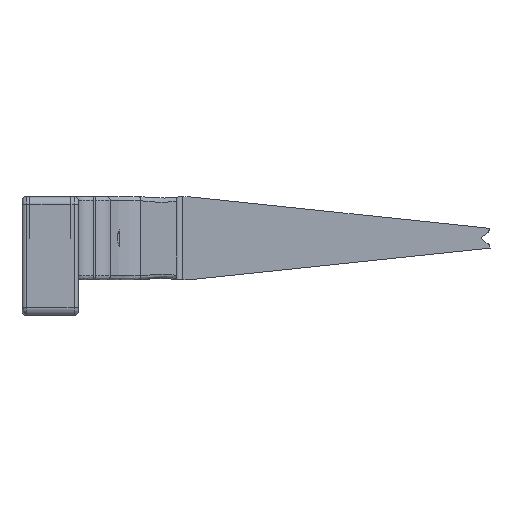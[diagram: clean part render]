
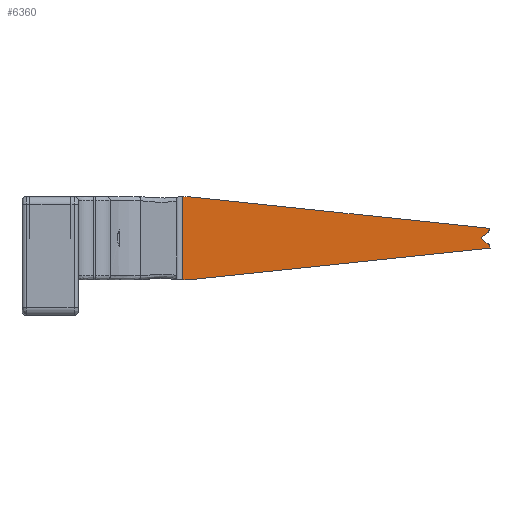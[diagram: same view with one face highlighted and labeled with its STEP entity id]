
A CAD part, left-side view. The second image highlights one B-rep face of the part: STEP entity #6360.
In plain terms, the highlighted planar face has unit normal (-1, 0, 0).
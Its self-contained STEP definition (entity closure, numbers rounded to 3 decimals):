
#46 = DIRECTION ( 'NONE',  ( 0., -1., 0. ) ) ;
#50 = CARTESIAN_POINT ( 'NONE',  ( -6.162, -21.258, 1.902 ) ) ;
#221 = AXIS2_PLACEMENT_3D ( 'NONE', #12624, #6326, #46 ) ;
#229 = DIRECTION ( 'NONE',  ( 0., 1., 0. ) ) ;
#268 = DIRECTION ( 'NONE',  ( 0., 0., -1. ) ) ;
#271 = DIRECTION ( 'NONE',  ( 1., 0., 0. ) ) ;
#323 = CARTESIAN_POINT ( 'NONE',  ( -6.162, -20.847, 1.988 ) ) ;
#513 = EDGE_CURVE ( 'NONE', #3520, #12268, #7476, .T. ) ;
#650 = VERTEX_POINT ( 'NONE', #10538 ) ;
#652 = EDGE_CURVE ( 'NONE', #7218, #1170, #6347, .T. ) ;
#657 = CARTESIAN_POINT ( 'NONE',  ( -6.162, -21.193, 3.679 ) ) ;
#723 = LINE ( 'NONE', #6274, #4203 ) ;
#786 = CARTESIAN_POINT ( 'NONE',  ( -6.162, -21.206, 3.807 ) ) ;
#824 = ORIENTED_EDGE ( 'NONE', *, *, #513, .T. ) ;
#859 = LINE ( 'NONE', #8914, #5642 ) ;
#936 = DIRECTION ( 'NONE',  ( -1., 0., 0. ) ) ;
#973 = EDGE_CURVE ( 'NONE', #6842, #10949, #3609, .T. ) ;
#1170 = VERTEX_POINT ( 'NONE', #10823 ) ;
#1297 = ORIENTED_EDGE ( 'NONE', *, *, #652, .F. ) ;
#1363 = EDGE_CURVE ( 'NONE', #1170, #650, #723, .T. ) ;
#1403 = CARTESIAN_POINT ( 'NONE',  ( -6.162, -20.795, 3.721 ) ) ;
#1487 = CARTESIAN_POINT ( 'NONE',  ( -6.162, 7.761, 8.852 ) ) ;
#1940 = EDGE_CURVE ( 'NONE', #13527, #8641, #10193, .T. ) ;
#2011 = EDGE_CURVE ( 'NONE', #10763, #8890, #859, .T. ) ;
#2401 = ORIENTED_EDGE ( 'NONE', *, *, #1940, .F. ) ;
#2442 = AXIS2_PLACEMENT_3D ( 'NONE', #1403, #8755, #2447 ) ;
#2447 = DIRECTION ( 'NONE',  ( 0., -1., 0. ) ) ;
#2526 = DIRECTION ( 'NONE',  ( 0., 1., 0. ) ) ;
#2691 = DIRECTION ( 'NONE',  ( 0., -0.791, -0.611 ) ) ;
#2772 = EDGE_CURVE ( 'NONE', #10949, #8890, #10665, .T. ) ;
#3188 = CIRCLE ( 'NONE', #9493, 10. ) ;
#3219 = ORIENTED_EDGE ( 'NONE', *, *, #6961, .T. ) ;
#3403 = CARTESIAN_POINT ( 'NONE',  ( -6.162, -21.092, 2.305 ) ) ;
#3520 = VERTEX_POINT ( 'NONE', #13367 ) ;
#3557 = DIRECTION ( 'NONE',  ( 0., -0.995, -0.105 ) ) ;
#3609 = CIRCLE ( 'NONE', #9863, 0.4 ) ;
#3804 = VERTEX_POINT ( 'NONE', #13427 ) ;
#4203 = VECTOR ( 'NONE', #6213, 1000. ) ;
#4317 = EDGE_CURVE ( 'NONE', #3804, #13527, #4875, .T. ) ;
#4450 = DIRECTION ( 'NONE',  ( 0., -0.105, -0.995 ) ) ;
#4875 = LINE ( 'NONE', #9845, #13124 ) ;
#4949 = CARTESIAN_POINT ( 'NONE',  ( -6.162, -21.245, 2.03 ) ) ;
#5003 = EDGE_CURVE ( 'NONE', #650, #6842, #12356, .T. ) ;
#5160 = ORIENTED_EDGE ( 'NONE', *, *, #2772, .F. ) ;
#5412 = ORIENTED_EDGE ( 'NONE', *, *, #1363, .F. ) ;
#5642 = VECTOR ( 'NONE', #8960, 1000. ) ;
#5846 = ORIENTED_EDGE ( 'NONE', *, *, #4317, .F. ) ;
#6141 = ORIENTED_EDGE ( 'NONE', *, *, #2011, .T. ) ;
#6213 = DIRECTION ( 'NONE',  ( 0., -0.105, -0.995 ) ) ;
#6274 = CARTESIAN_POINT ( 'NONE',  ( -6.162, -20.399, 3.068 ) ) ;
#6297 = EDGE_CURVE ( 'NONE', #3804, #3520, #7531, .T. ) ;
#6326 = DIRECTION ( 'NONE',  ( -1., 0., 0. ) ) ;
#6333 = VECTOR ( 'NONE', #10386, 1000. ) ;
#6347 = LINE ( 'NONE', #10360, #6333 ) ;
#6360 = ADVANCED_FACE ( 'NONE', ( #13438 ), #8429, .T. ) ;
#6842 = VERTEX_POINT ( 'NONE', #3403 ) ;
#6961 = EDGE_CURVE ( 'NONE', #12268, #10763, #3188, .T. ) ;
#7212 = CARTESIAN_POINT ( 'NONE',  ( -6.162, 8.284, -1.134 ) ) ;
#7218 = VERTEX_POINT ( 'NONE', #8229 ) ;
#7222 = CARTESIAN_POINT ( 'NONE',  ( -6.162, 7.761, -3.148 ) ) ;
#7436 = ORIENTED_EDGE ( 'NONE', *, *, #5003, .F. ) ;
#7476 = LINE ( 'NONE', #8950, #7520 ) ;
#7520 = VECTOR ( 'NONE', #268, 1000. ) ;
#7531 = CIRCLE ( 'NONE', #10182, 10. ) ;
#7647 = CARTESIAN_POINT ( 'NONE',  ( -6.162, 7.761, -1.148 ) ) ;
#7991 = VECTOR ( 'NONE', #9837, 1000. ) ;
#8229 = CARTESIAN_POINT ( 'NONE',  ( -6.162, -21.039, 3.404 ) ) ;
#8295 = DIRECTION ( 'NONE',  ( 0., -1., 0. ) ) ;
#8429 = PLANE ( 'NONE',  #221 ) ;
#8641 = VERTEX_POINT ( 'NONE', #657 ) ;
#8755 = DIRECTION ( 'NONE',  ( -1., 0., 0. ) ) ;
#8836 = DIRECTION ( 'NONE',  ( -1., 0., 0. ) ) ;
#8890 = VERTEX_POINT ( 'NONE', #50 ) ;
#8914 = CARTESIAN_POINT ( 'NONE',  ( -6.162, 7.761, -1.148 ) ) ;
#8950 = CARTESIAN_POINT ( 'NONE',  ( -6.162, 8.284, 8.852 ) ) ;
#8960 = DIRECTION ( 'NONE',  ( 0., -0.995, 0.105 ) ) ;
#8988 = CARTESIAN_POINT ( 'NONE',  ( -6.162, -20.425, 2.82 ) ) ;
#9075 = EDGE_CURVE ( 'NONE', #7218, #8641, #11288, .T. ) ;
#9242 = ORIENTED_EDGE ( 'NONE', *, *, #6297, .T. ) ;
#9430 = ORIENTED_EDGE ( 'NONE', *, *, #973, .F. ) ;
#9493 = AXIS2_PLACEMENT_3D ( 'NONE', #1487, #8836, #2526 ) ;
#9837 = DIRECTION ( 'NONE',  ( 0., 0.105, -0.995 ) ) ;
#9845 = CARTESIAN_POINT ( 'NONE',  ( -6.162, -21.206, 3.807 ) ) ;
#9863 = AXIS2_PLACEMENT_3D ( 'NONE', #323, #271, #229 ) ;
#9935 = CARTESIAN_POINT ( 'NONE',  ( -6.162, -21.193, 3.679 ) ) ;
#10182 = AXIS2_PLACEMENT_3D ( 'NONE', #7222, #936, #8295 ) ;
#10193 = LINE ( 'NONE', #9935, #7991 ) ;
#10360 = CARTESIAN_POINT ( 'NONE',  ( -6.162, -20.373, 2.889 ) ) ;
#10386 = DIRECTION ( 'NONE',  ( 0., 0.791, -0.611 ) ) ;
#10538 = CARTESIAN_POINT ( 'NONE',  ( -6.162, -20.425, 2.82 ) ) ;
#10665 = LINE ( 'NONE', #4949, #10750 ) ;
#10750 = VECTOR ( 'NONE', #4450, 1000. ) ;
#10763 = VERTEX_POINT ( 'NONE', #7647 ) ;
#10823 = CARTESIAN_POINT ( 'NONE',  ( -6.162, -20.414, 2.921 ) ) ;
#10949 = VERTEX_POINT ( 'NONE', #12979 ) ;
#11288 = CIRCLE ( 'NONE', #2442, 0.4 ) ;
#11329 = ORIENTED_EDGE ( 'NONE', *, *, #9075, .T. ) ;
#11949 = EDGE_LOOP ( 'NONE', ( #2401, #5846, #9242, #824, #3219, #6141, #5160, #9430, #7436, #5412, #1297, #11329 ) ) ;
#12268 = VERTEX_POINT ( 'NONE', #7212 ) ;
#12356 = LINE ( 'NONE', #8988, #12451 ) ;
#12451 = VECTOR ( 'NONE', #2691, 1000. ) ;
#12624 = CARTESIAN_POINT ( 'NONE',  ( -6.162, 7.761, 8.852 ) ) ;
#12979 = CARTESIAN_POINT ( 'NONE',  ( -6.162, -21.245, 2.03 ) ) ;
#13124 = VECTOR ( 'NONE', #3557, 1000. ) ;
#13367 = CARTESIAN_POINT ( 'NONE',  ( -6.162, 8.284, 6.838 ) ) ;
#13427 = CARTESIAN_POINT ( 'NONE',  ( -6.162, 7.761, 6.852 ) ) ;
#13438 = FACE_OUTER_BOUND ( 'NONE', #11949, .T. ) ;
#13527 = VERTEX_POINT ( 'NONE', #786 ) ;
